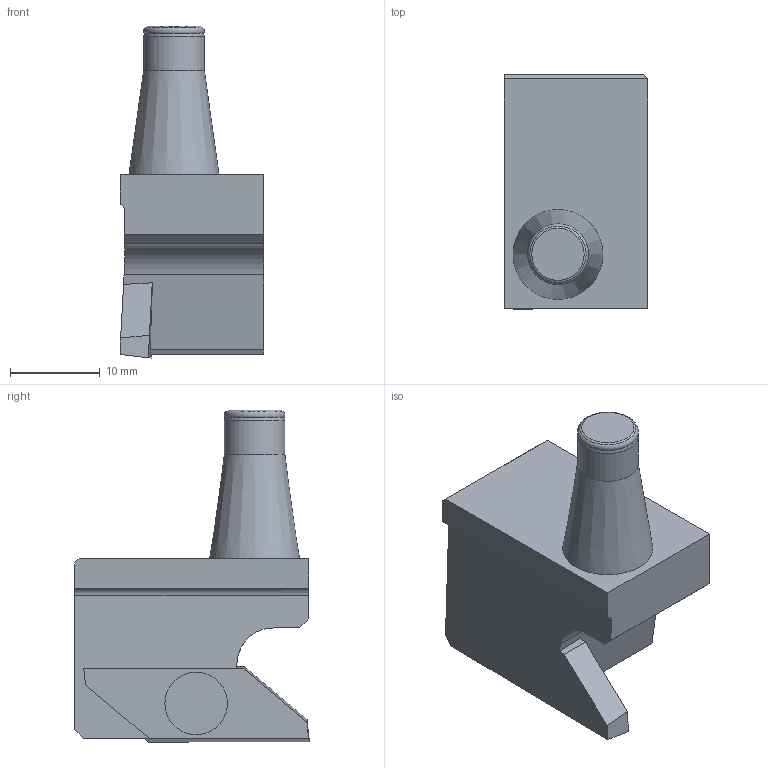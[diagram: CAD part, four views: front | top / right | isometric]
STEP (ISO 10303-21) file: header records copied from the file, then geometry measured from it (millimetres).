
FILE_DESCRIPTION(/* description */ (''),/* implementation_level */ '2;1');
FILE_NAME(/* name */ '1725251565332.stp',/* time_stamp */ '2024-09-02T10:02:56+06:00',/* author */ (''),/* organization */ ('SMS'),/* preprocessor_version */ 'ST-DEVELOPER v16.7',/* originating_system */ 'SIEMENS PLM Software NX 12.0',/* authorisation */ '');
FILE_SCHEMA (('AUTOMOTIVE_DESIGN { 1 0 10303 214 3 1 1 1 }'));
Length unit declared in the file: millimetre
Products named in the file (4): CUT; ASSEMBLY_CONSTRUCTION; 205404114mod000_00; 205404113mod000_00
Assembly tree (3 placements, depth 2):
  205404113mod000_00
    205404114mod000_00
    ASSEMBLY_CONSTRUCTION
    CUT
Bounding box: 16 x 26.08 x 36.89 mm (x, y, z)
Volume: 7479.6 mm3; surface area: 3203.1 mm2
Topology: 2 solids, 2 shells, 40 faces, 97 edges, 69 vertices
Faces by surface type: plane 29, cylinder 5, cone 5, torus 1
Full cylindrical faces by diameter (mm): 4.9 x2, 6.75 x1
Entity records: 1292 total; most frequent: CARTESIAN_POINT 215, DIRECTION 201, ORIENTED_EDGE 172, EDGE_CURVE 86, LINE 69, VECTOR 69, AXIS2_PLACEMENT_3D 66, VERTEX_POINT 61
